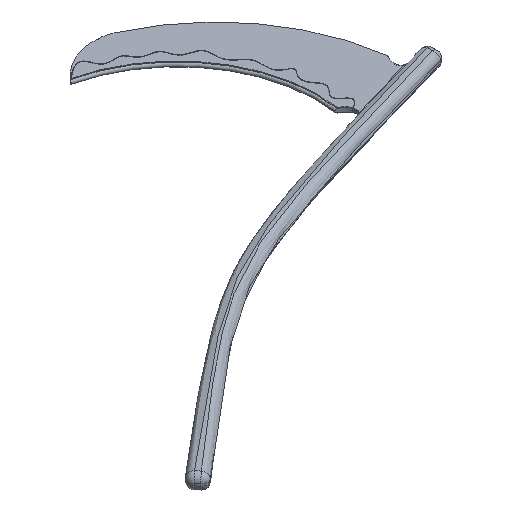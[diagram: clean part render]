
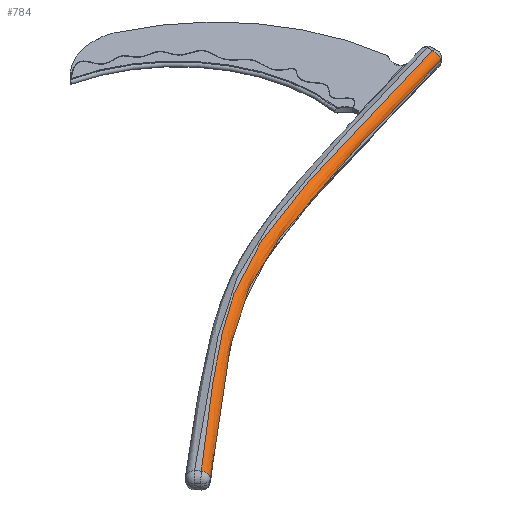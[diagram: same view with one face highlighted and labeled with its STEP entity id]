
A CAD part, isometric view. The second image highlights one B-rep face of the part: STEP entity #784.
In plain terms, the highlighted free-form (B-spline) face has degree [3, 3] with [5, 14] control points.
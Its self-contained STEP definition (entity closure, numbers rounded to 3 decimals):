
#123=CIRCLE('',#863,3.5);
#132=CIRCLE('',#875,3.5);
#181=FACE_OUTER_BOUND('',#234,.T.);
#234=EDGE_LOOP('',(#667,#668,#669,#670));
#302=B_SPLINE_CURVE_WITH_KNOTS('',3,(#3758,#3759,#3760,#3761,#3762,#3763,
#3764,#3765,#3766,#3767,#3768,#3769,#3770,#3771),.UNSPECIFIED.,.F.,.F.,
(4,1,1,1,1,1,1,1,1,1,1,4),(-29.696,-25.502,-21.309,
-18.514,-17.116,-14.321,-12.923,
-10.826,-8.73,-6.633,-4.536,
-0.343),.UNSPECIFIED.);
#303=B_SPLINE_CURVE_WITH_KNOTS('',3,(#3772,#3773,#3774,#3775,#3776,#3777,
#3778,#3779,#3780,#3781,#3782,#3783,#3784,#3785),.UNSPECIFIED.,.F.,.F.,
(4,1,1,1,1,1,1,1,1,1,1,4),(0.343,4.536,6.633,
8.73,10.826,12.923,14.321,17.116,
18.514,21.309,25.502,29.696),
 .UNSPECIFIED.);
#365=VERTEX_POINT('',#3583);
#366=VERTEX_POINT('',#3584);
#371=VERTEX_POINT('',#3655);
#372=VERTEX_POINT('',#3657);
#461=EDGE_CURVE('',#365,#366,#123,.F.);
#473=EDGE_CURVE('',#371,#372,#132,.F.);
#476=EDGE_CURVE('',#366,#371,#302,.T.);
#477=EDGE_CURVE('',#372,#365,#303,.T.);
#667=ORIENTED_EDGE('',*,*,#461,.T.);
#668=ORIENTED_EDGE('',*,*,#476,.T.);
#669=ORIENTED_EDGE('',*,*,#473,.T.);
#670=ORIENTED_EDGE('',*,*,#477,.T.);
#743=B_SPLINE_SURFACE_WITH_KNOTS('',3,3,((#3688,#3689,#3690,#3691,#3692,
#3693,#3694,#3695,#3696,#3697,#3698,#3699,#3700,#3701),(#3702,#3703,#3704,
#3705,#3706,#3707,#3708,#3709,#3710,#3711,#3712,#3713,#3714,#3715),(#3716,
#3717,#3718,#3719,#3720,#3721,#3722,#3723,#3724,#3725,#3726,#3727,#3728,
#3729),(#3730,#3731,#3732,#3733,#3734,#3735,#3736,#3737,#3738,#3739,#3740,
#3741,#3742,#3743),(#3744,#3745,#3746,#3747,#3748,#3749,#3750,#3751,#3752,
#3753,#3754,#3755,#3756,#3757)),.UNSPECIFIED.,.F.,.F.,.F.,(4,1,4),(4,1,
1,1,1,1,1,1,1,1,1,4),(0.,0.571,1.),(0.343,4.536,
6.633,8.73,10.826,12.923,14.321,
17.116,18.514,21.309,25.502,29.696),
 .UNSPECIFIED.);
#784=ADVANCED_FACE('',(#181),#743,.F.);
#863=AXIS2_PLACEMENT_3D('',#3585,#996,#997);
#875=AXIS2_PLACEMENT_3D('',#3659,#1020,#1021);
#996=DIRECTION('center_axis',(0.963,0.269,0.));
#997=DIRECTION('ref_axis',(0.269,-0.963,0.));
#1020=DIRECTION('center_axis',(-0.752,-0.66,0.));
#1021=DIRECTION('ref_axis',(0.,0.,1.));
#3583=CARTESIAN_POINT('',(127.442,109.286,0.5));
#3584=CARTESIAN_POINT('',(126.5,112.657,4.));
#3585=CARTESIAN_POINT('Origin',(126.5,112.657,0.5));
#3655=CARTESIAN_POINT('',(-129.733,-20.107,4.));
#3657=CARTESIAN_POINT('',(-127.424,-22.737,0.5));
#3659=CARTESIAN_POINT('Origin',(-129.733,-20.107,0.5));
#3688=CARTESIAN_POINT('Ctrl Pts',(-127.424,-22.737,0.5));
#3689=CARTESIAN_POINT('Ctrl Pts',(-116.937,-13.532,0.5));
#3690=CARTESIAN_POINT('Ctrl Pts',(-101.212,0.16,0.5));
#3691=CARTESIAN_POINT('Ctrl Pts',(-79.883,18.14,0.5));
#3692=CARTESIAN_POINT('Ctrl Pts',(-63.647,31.289,0.5));
#3693=CARTESIAN_POINT('Ctrl Pts',(-47.05,43.801,0.5));
#3694=CARTESIAN_POINT('Ctrl Pts',(-31.704,53.877,0.5));
#3695=CARTESIAN_POINT('Ctrl Pts',(-13.617,63.792,0.5));
#3696=CARTESIAN_POINT('Ctrl Pts',(3.313,71.041,0.5));
#3697=CARTESIAN_POINT('Ctrl Pts',(25.032,78.917,0.5));
#3698=CARTESIAN_POINT('Ctrl Pts',(51.516,87.461,0.5));
#3699=CARTESIAN_POINT('Ctrl Pts',(87.147,97.947,0.5));
#3700=CARTESIAN_POINT('Ctrl Pts',(113.988,105.527,0.5));
#3701=CARTESIAN_POINT('Ctrl Pts',(127.442,109.286,0.5));
#3702=CARTESIAN_POINT('Ctrl Pts',(-127.424,-22.737,1.547));
#3703=CARTESIAN_POINT('Ctrl Pts',(-116.937,-13.532,1.547));
#3704=CARTESIAN_POINT('Ctrl Pts',(-101.212,0.16,1.547));
#3705=CARTESIAN_POINT('Ctrl Pts',(-79.883,18.14,1.547));
#3706=CARTESIAN_POINT('Ctrl Pts',(-63.647,31.289,1.547));
#3707=CARTESIAN_POINT('Ctrl Pts',(-47.05,43.801,1.547));
#3708=CARTESIAN_POINT('Ctrl Pts',(-31.704,53.877,1.547));
#3709=CARTESIAN_POINT('Ctrl Pts',(-13.617,63.792,1.547));
#3710=CARTESIAN_POINT('Ctrl Pts',(3.313,71.041,1.547));
#3711=CARTESIAN_POINT('Ctrl Pts',(25.032,78.917,1.547));
#3712=CARTESIAN_POINT('Ctrl Pts',(51.516,87.461,1.547));
#3713=CARTESIAN_POINT('Ctrl Pts',(87.147,97.947,1.547));
#3714=CARTESIAN_POINT('Ctrl Pts',(113.988,105.527,1.547));
#3715=CARTESIAN_POINT('Ctrl Pts',(127.442,109.286,1.547));
#3716=CARTESIAN_POINT('Ctrl Pts',(-128.004,-22.077,3.36));
#3717=CARTESIAN_POINT('Ctrl Pts',(-117.515,-12.87,3.36));
#3718=CARTESIAN_POINT('Ctrl Pts',(-101.786,0.826,3.36));
#3719=CARTESIAN_POINT('Ctrl Pts',(-80.444,18.817,3.36));
#3720=CARTESIAN_POINT('Ctrl Pts',(-64.191,31.98,3.36));
#3721=CARTESIAN_POINT('Ctrl Pts',(-47.561,44.517,3.36));
#3722=CARTESIAN_POINT('Ctrl Pts',(-32.161,54.629,3.36));
#3723=CARTESIAN_POINT('Ctrl Pts',(-13.996,64.587,3.36));
#3724=CARTESIAN_POINT('Ctrl Pts',(2.992,71.86,3.36));
#3725=CARTESIAN_POINT('Ctrl Pts',(24.751,79.75,3.36));
#3726=CARTESIAN_POINT('Ctrl Pts',(51.261,88.302,3.36));
#3727=CARTESIAN_POINT('Ctrl Pts',(86.904,98.792,3.36));
#3728=CARTESIAN_POINT('Ctrl Pts',(113.75,106.373,3.36));
#3729=CARTESIAN_POINT('Ctrl Pts',(127.205,110.132,3.36));
#3730=CARTESIAN_POINT('Ctrl Pts',(-129.215,-20.697,4.));
#3731=CARTESIAN_POINT('Ctrl Pts',(-118.722,-11.487,4.));
#3732=CARTESIAN_POINT('Ctrl Pts',(-102.985,2.216,4.));
#3733=CARTESIAN_POINT('Ctrl Pts',(-81.616,20.23,4.));
#3734=CARTESIAN_POINT('Ctrl Pts',(-65.326,33.422,4.));
#3735=CARTESIAN_POINT('Ctrl Pts',(-48.628,46.012,4.));
#3736=CARTESIAN_POINT('Ctrl Pts',(-33.116,56.2,4.));
#3737=CARTESIAN_POINT('Ctrl Pts',(-14.787,66.246,4.));
#3738=CARTESIAN_POINT('Ctrl Pts',(2.322,73.57,4.));
#3739=CARTESIAN_POINT('Ctrl Pts',(24.166,81.49,4.));
#3740=CARTESIAN_POINT('Ctrl Pts',(50.729,90.059,4.));
#3741=CARTESIAN_POINT('Ctrl Pts',(86.398,100.557,4.));
#3742=CARTESIAN_POINT('Ctrl Pts',(113.253,108.14,4.));
#3743=CARTESIAN_POINT('Ctrl Pts',(126.711,111.9,4.));
#3744=CARTESIAN_POINT('Ctrl Pts',(-129.733,-20.107,4.));
#3745=CARTESIAN_POINT('Ctrl Pts',(-119.238,-10.895,4.));
#3746=CARTESIAN_POINT('Ctrl Pts',(-103.497,2.811,4.));
#3747=CARTESIAN_POINT('Ctrl Pts',(-82.117,20.834,4.));
#3748=CARTESIAN_POINT('Ctrl Pts',(-65.812,34.039,4.));
#3749=CARTESIAN_POINT('Ctrl Pts',(-49.084,46.652,4.));
#3750=CARTESIAN_POINT('Ctrl Pts',(-33.524,56.872,4.));
#3751=CARTESIAN_POINT('Ctrl Pts',(-15.126,66.956,4.));
#3752=CARTESIAN_POINT('Ctrl Pts',(2.035,74.301,4.));
#3753=CARTESIAN_POINT('Ctrl Pts',(23.915,82.235,4.));
#3754=CARTESIAN_POINT('Ctrl Pts',(50.502,90.811,4.));
#3755=CARTESIAN_POINT('Ctrl Pts',(86.181,101.312,4.));
#3756=CARTESIAN_POINT('Ctrl Pts',(113.04,108.896,4.));
#3757=CARTESIAN_POINT('Ctrl Pts',(126.5,112.657,4.));
#3758=CARTESIAN_POINT('Ctrl Pts',(126.5,112.657,4.));
#3759=CARTESIAN_POINT('Ctrl Pts',(113.04,108.896,4.));
#3760=CARTESIAN_POINT('Ctrl Pts',(86.181,101.312,4.));
#3761=CARTESIAN_POINT('Ctrl Pts',(50.502,90.811,4.));
#3762=CARTESIAN_POINT('Ctrl Pts',(23.915,82.235,4.));
#3763=CARTESIAN_POINT('Ctrl Pts',(2.035,74.301,4.));
#3764=CARTESIAN_POINT('Ctrl Pts',(-15.126,66.956,4.));
#3765=CARTESIAN_POINT('Ctrl Pts',(-33.524,56.872,4.));
#3766=CARTESIAN_POINT('Ctrl Pts',(-49.084,46.652,4.));
#3767=CARTESIAN_POINT('Ctrl Pts',(-65.812,34.039,4.));
#3768=CARTESIAN_POINT('Ctrl Pts',(-82.117,20.834,4.));
#3769=CARTESIAN_POINT('Ctrl Pts',(-103.497,2.811,4.));
#3770=CARTESIAN_POINT('Ctrl Pts',(-119.238,-10.895,4.));
#3771=CARTESIAN_POINT('Ctrl Pts',(-129.733,-20.107,4.));
#3772=CARTESIAN_POINT('Ctrl Pts',(-127.424,-22.737,0.5));
#3773=CARTESIAN_POINT('Ctrl Pts',(-116.937,-13.532,0.5));
#3774=CARTESIAN_POINT('Ctrl Pts',(-101.212,0.16,0.5));
#3775=CARTESIAN_POINT('Ctrl Pts',(-79.883,18.14,0.5));
#3776=CARTESIAN_POINT('Ctrl Pts',(-63.647,31.289,0.5));
#3777=CARTESIAN_POINT('Ctrl Pts',(-47.05,43.801,0.5));
#3778=CARTESIAN_POINT('Ctrl Pts',(-31.704,53.877,0.5));
#3779=CARTESIAN_POINT('Ctrl Pts',(-13.617,63.792,0.5));
#3780=CARTESIAN_POINT('Ctrl Pts',(3.313,71.041,0.5));
#3781=CARTESIAN_POINT('Ctrl Pts',(25.032,78.917,0.5));
#3782=CARTESIAN_POINT('Ctrl Pts',(51.516,87.461,0.5));
#3783=CARTESIAN_POINT('Ctrl Pts',(87.147,97.947,0.5));
#3784=CARTESIAN_POINT('Ctrl Pts',(113.988,105.527,0.5));
#3785=CARTESIAN_POINT('Ctrl Pts',(127.442,109.286,0.5));
